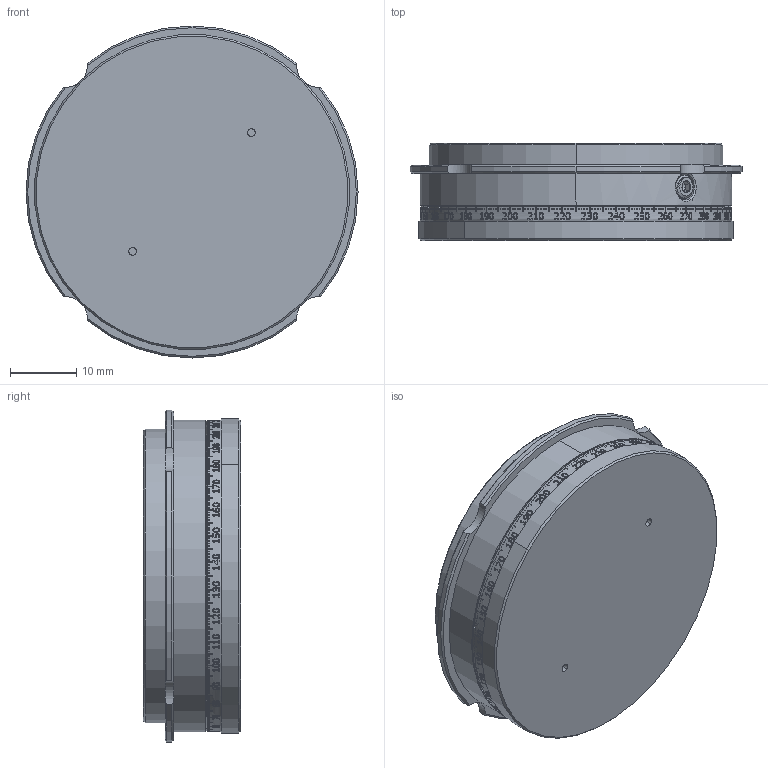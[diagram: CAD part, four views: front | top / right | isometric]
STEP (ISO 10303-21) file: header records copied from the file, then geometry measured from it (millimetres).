
FILE_DESCRIPTION((''),'2;1');
FILE_NAME('LB30-A_ASM','2021-04-25T',('Administrator'),(''),'CREO PARAMETRIC BY PTC INC, 2015290','CREO PARAMETRIC BY PTC INC, 2015290','');
FILE_SCHEMA(('CONFIG_CONTROL_DESIGN'));
Products named in the file (5): LB30-A_A1; LB30-A_A2; LB30-A_A3; M4X3_HS; LB30-A_ASM
Assembly tree (4 placements, depth 2):
  LB30-A_ASM
    LB30-A_A1
    LB30-A_A2
    LB30-A_A3
    M4X3_HS
Bounding box: 50.29 x 14.73 x 50.29 mm (x, y, z)
Volume: 23823.6 mm3; surface area: 14573.2 mm2
Topology: 4 solids, 4 shells, 2316 faces, 7224 edges, 5063 vertices
Faces by surface type: plane 1215, cylinder 847, bspline 139, cone 115
Entity records: 103706 total; most frequent: CARTESIAN_POINT 40567, ORIENTED_EDGE 14380, DIRECTION 11962, EDGE_CURVE 7190, VERTEX_POINT 5063, AXIS2_PLACEMENT_3D 4355, VECTOR 3252, LINE 3252
